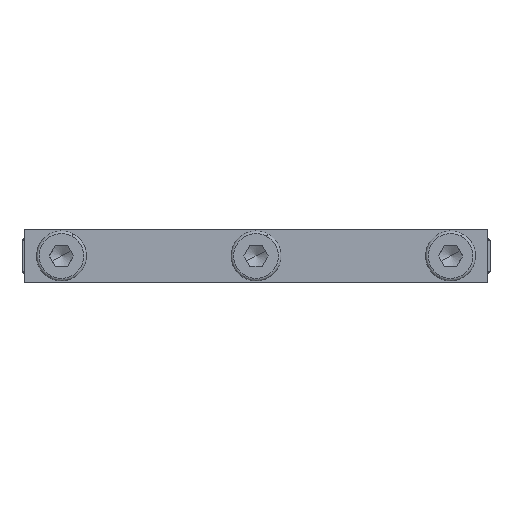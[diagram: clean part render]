
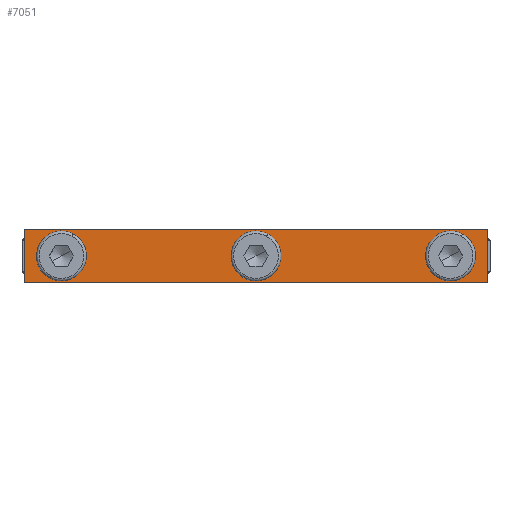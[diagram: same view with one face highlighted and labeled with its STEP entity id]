
A CAD part, top view. The second image highlights one B-rep face of the part: STEP entity #7051.
In plain terms, the highlighted planar face has unit normal (0, 0, 1).
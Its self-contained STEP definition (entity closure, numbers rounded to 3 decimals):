
#6851=AXIS2_PLACEMENT_3D('Circle Axis2P3D',#6849,#6850,$) ;
#6962=AXIS2_PLACEMENT_3D('Circle Axis2P3D',#6960,#6961,$) ;
#6975=AXIS2_PLACEMENT_3D('Plane Axis2P3D',#6972,#6973,#6974) ;
#7017=AXIS2_PLACEMENT_3D('Circle Axis2P3D',#7015,#7016,$) ;
#7026=AXIS2_PLACEMENT_3D('Circle Axis2P3D',#7024,#7025,$) ;
#7035=AXIS2_PLACEMENT_3D('Circle Axis2P3D',#7033,#7034,$) ;
#7044=AXIS2_PLACEMENT_3D('Circle Axis2P3D',#7042,#7043,$) ;
#6844=CARTESIAN_POINT('Vertex',(4.779,3.514,23.)) ;
#6849=CARTESIAN_POINT('Axis2P3D Location',(7.5,5.,23.)) ;
#6853=CARTESIAN_POINT('Vertex',(10.221,6.486,23.)) ;
#6960=CARTESIAN_POINT('Axis2P3D Location',(7.5,5.,23.)) ;
#6972=CARTESIAN_POINT('Axis2P3D Location',(0.5,5.,23.)) ;
#6977=CARTESIAN_POINT('Line Origine',(0.5,5.,23.)) ;
#6981=CARTESIAN_POINT('Vertex',(0.5,0.,23.)) ;
#6983=CARTESIAN_POINT('Vertex',(0.5,10.,23.)) ;
#6986=CARTESIAN_POINT('Line Origine',(44.5,0.,23.)) ;
#6990=CARTESIAN_POINT('Vertex',(88.5,0.,23.)) ;
#6993=CARTESIAN_POINT('Line Origine',(88.5,5.,23.)) ;
#6997=CARTESIAN_POINT('Vertex',(88.5,10.,23.)) ;
#7000=CARTESIAN_POINT('Line Origine',(44.5,10.,23.)) ;
#7015=CARTESIAN_POINT('Axis2P3D Location',(44.5,5.,23.)) ;
#7019=CARTESIAN_POINT('Vertex',(41.779,3.514,23.)) ;
#7021=CARTESIAN_POINT('Vertex',(47.221,6.486,23.)) ;
#7024=CARTESIAN_POINT('Axis2P3D Location',(44.5,5.,23.)) ;
#7033=CARTESIAN_POINT('Axis2P3D Location',(81.5,5.,23.)) ;
#7037=CARTESIAN_POINT('Vertex',(78.779,3.514,23.)) ;
#7039=CARTESIAN_POINT('Vertex',(84.221,6.486,23.)) ;
#7042=CARTESIAN_POINT('Axis2P3D Location',(81.5,5.,23.)) ;
#6850=DIRECTION('Axis2P3D Direction',(-0.,0.,1.)) ;
#6961=DIRECTION('Axis2P3D Direction',(-0.,0.,1.)) ;
#6973=DIRECTION('Axis2P3D Direction',(-0.,0.,1.)) ;
#6974=DIRECTION('Axis2P3D XDirection',(1.,0.,0.)) ;
#6978=DIRECTION('Vector Direction',(0.,1.,0.)) ;
#6987=DIRECTION('Vector Direction',(1.,0.,0.)) ;
#6994=DIRECTION('Vector Direction',(0.,1.,0.)) ;
#7001=DIRECTION('Vector Direction',(1.,0.,0.)) ;
#7016=DIRECTION('Axis2P3D Direction',(-0.,0.,1.)) ;
#7025=DIRECTION('Axis2P3D Direction',(-0.,0.,1.)) ;
#7034=DIRECTION('Axis2P3D Direction',(-0.,0.,1.)) ;
#7043=DIRECTION('Axis2P3D Direction',(-0.,0.,1.)) ;
#6979=VECTOR('Line Direction',#6978,1.) ;
#6988=VECTOR('Line Direction',#6987,1.) ;
#6995=VECTOR('Line Direction',#6994,1.) ;
#7002=VECTOR('Line Direction',#7001,1.) ;
#7006=ORIENTED_EDGE('',*,*,#6985,.F.) ;
#7007=ORIENTED_EDGE('',*,*,#6992,.T.) ;
#7008=ORIENTED_EDGE('',*,*,#6999,.T.) ;
#7009=ORIENTED_EDGE('',*,*,#7004,.F.) ;
#7012=ORIENTED_EDGE('',*,*,#6964,.F.) ;
#7013=ORIENTED_EDGE('',*,*,#6855,.F.) ;
#7030=ORIENTED_EDGE('',*,*,#7023,.F.) ;
#7031=ORIENTED_EDGE('',*,*,#7028,.F.) ;
#7048=ORIENTED_EDGE('',*,*,#7041,.F.) ;
#7049=ORIENTED_EDGE('',*,*,#7046,.F.) ;
#7014=FACE_BOUND('',#7011,.T.) ;
#7032=FACE_BOUND('',#7029,.T.) ;
#7050=FACE_BOUND('',#7047,.T.) ;
#7051=ADVANCED_FACE('QL',(#7010,#7014,#7032,#7050),#6976,.T.) ;
#6852=CIRCLE('generated circle',#6851,3.1) ;
#6963=CIRCLE('generated circle',#6962,3.1) ;
#7018=CIRCLE('generated circle',#7017,3.1) ;
#7027=CIRCLE('generated circle',#7026,3.1) ;
#7036=CIRCLE('generated circle',#7035,3.1) ;
#7045=CIRCLE('generated circle',#7044,3.1) ;
#6855=EDGE_CURVE('',#6845,#6854,#6852,.T.) ;
#6964=EDGE_CURVE('',#6854,#6845,#6963,.T.) ;
#6985=EDGE_CURVE('',#6982,#6984,#6980,.T.) ;
#6992=EDGE_CURVE('',#6982,#6991,#6989,.T.) ;
#6999=EDGE_CURVE('',#6991,#6998,#6996,.T.) ;
#7004=EDGE_CURVE('',#6984,#6998,#7003,.T.) ;
#7023=EDGE_CURVE('',#7020,#7022,#7018,.T.) ;
#7028=EDGE_CURVE('',#7022,#7020,#7027,.T.) ;
#7041=EDGE_CURVE('',#7038,#7040,#7036,.T.) ;
#7046=EDGE_CURVE('',#7040,#7038,#7045,.T.) ;
#7005=EDGE_LOOP('',(#7006,#7007,#7008,#7009)) ;
#7011=EDGE_LOOP('',(#7012,#7013)) ;
#7029=EDGE_LOOP('',(#7030,#7031)) ;
#7047=EDGE_LOOP('',(#7048,#7049)) ;
#7010=FACE_OUTER_BOUND('',#7005,.T.) ;
#6980=LINE('Line',#6977,#6979) ;
#6989=LINE('Line',#6986,#6988) ;
#6996=LINE('Line',#6993,#6995) ;
#7003=LINE('Line',#7000,#7002) ;
#6976=PLANE('',#6975) ;
#6845=VERTEX_POINT('',#6844) ;
#6854=VERTEX_POINT('',#6853) ;
#6982=VERTEX_POINT('',#6981) ;
#6984=VERTEX_POINT('',#6983) ;
#6991=VERTEX_POINT('',#6990) ;
#6998=VERTEX_POINT('',#6997) ;
#7020=VERTEX_POINT('',#7019) ;
#7022=VERTEX_POINT('',#7021) ;
#7038=VERTEX_POINT('',#7037) ;
#7040=VERTEX_POINT('',#7039) ;
